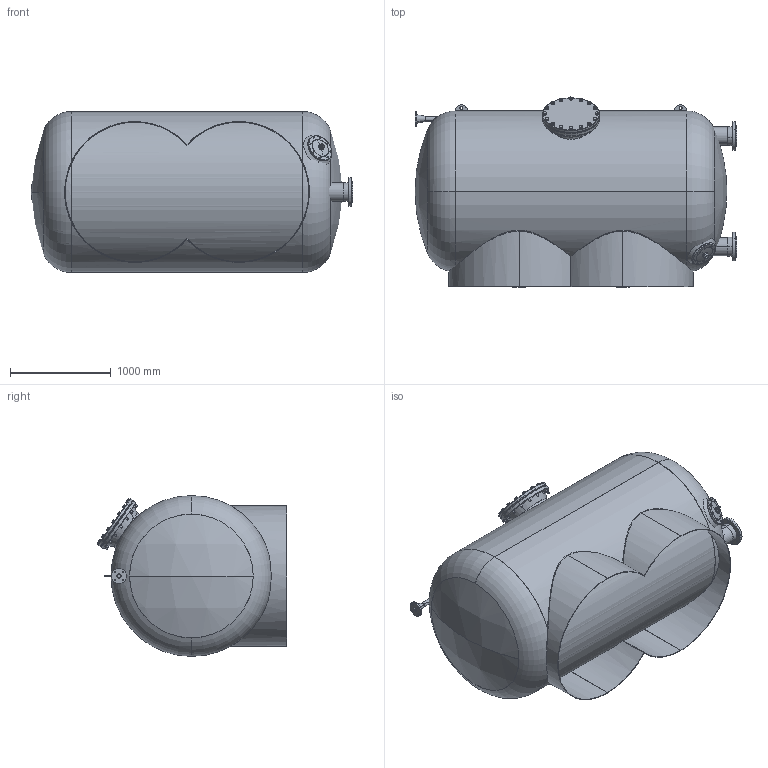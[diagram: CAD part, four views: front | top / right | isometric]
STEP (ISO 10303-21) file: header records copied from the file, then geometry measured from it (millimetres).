
FILE_DESCRIPTION (( 'STEP AP214' ), '1' );
FILE_NAME ('Horizont_1600.STEP', '2020-09-07T13:23:16', ( '' ), ( '' ), 'SwSTEP 2.0', 'SolidWorks 2019', '' );
FILE_SCHEMA (( 'AUTOMOTIVE_DESIGN' ));
Length unit declared in the file: millimetre
Products named in the file (1): Horizont_1600
Bounding box: 3200 x 1887.93 x 1600 mm (x, y, z)
Volume: 52385329.4 mm3; surface area: 42003962.5 mm2
Topology: 50 solids, 50 shells, 816 faces, 1844 edges, 1166 vertices
Faces by surface type: cylinder 349, plane 242, cone 170, bspline 24, torus 23, sphere 8
Entity records: 37905 total; most frequent: CARTESIAN_POINT 9583, DIRECTION 4086, ORIENTED_EDGE 3680, EDGE_CURVE 1840, AXIS2_PLACEMENT_3D 1725, VERTEX_POINT 1166, EDGE_LOOP 1048, CIRCLE 932
